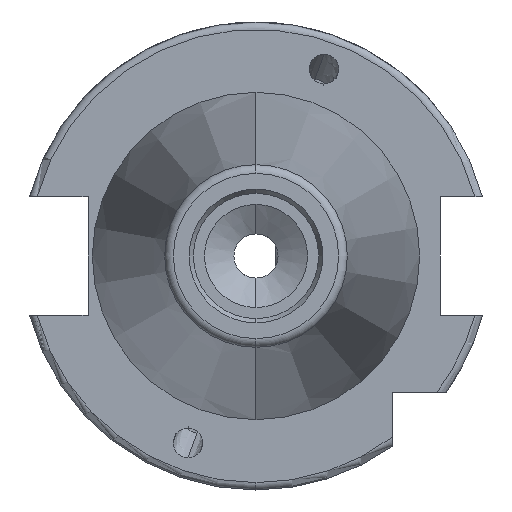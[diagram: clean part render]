
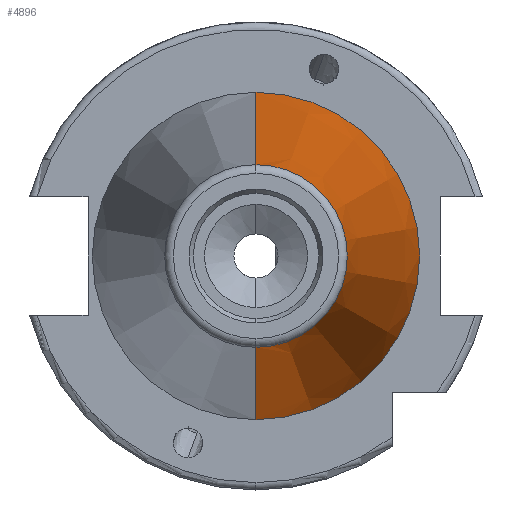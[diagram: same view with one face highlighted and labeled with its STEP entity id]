
A CAD part, left-side view. The second image highlights one B-rep face of the part: STEP entity #4896.
In plain terms, the highlighted conical face has half-angle 8.297 degrees and reference radius 22.225 mm.
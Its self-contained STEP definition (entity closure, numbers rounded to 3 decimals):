
#266 = DIRECTION ( 'NONE',  ( 0.99, 0., 0.144 ) ) ;
#267 = VECTOR ( 'NONE', #266, 1000. ) ;
#268 = CARTESIAN_POINT ( 'NONE',  ( 0., 0., 22.225 ) ) ;
#269 = LINE ( 'NONE', #268, #267 ) ;
#844 = ORIENTED_EDGE ( 'NONE', *, *, #869, .F. ) ;
#869 = EDGE_CURVE ( 'NONE', #4800, #4830, #269, .T. ) ;
#1100 = CARTESIAN_POINT ( 'NONE',  ( 0., 0., -22.225 ) ) ;
#3405 = DIRECTION ( 'NONE',  ( 0., 0., -1. ) ) ;
#3406 = DIRECTION ( 'NONE',  ( -1., 0., 0. ) ) ;
#3407 = CARTESIAN_POINT ( 'NONE',  ( 0., 0., 0. ) ) ;
#3408 = AXIS2_PLACEMENT_3D ( 'NONE', #3407, #3406, #3405 ) ;
#3409 = CIRCLE ( 'NONE', #3408, 22.225 ) ;
#3422 = CARTESIAN_POINT ( 'NONE',  ( -67.373, 0., -12.4 ) ) ;
#3429 = DIRECTION ( 'NONE',  ( 0., 0., -1. ) ) ;
#3430 = DIRECTION ( 'NONE',  ( -1., 0., 0. ) ) ;
#3431 = CARTESIAN_POINT ( 'NONE',  ( -67.373, 0., 0. ) ) ;
#3432 = AXIS2_PLACEMENT_3D ( 'NONE', #3431, #3430, #3429 ) ;
#3433 = CIRCLE ( 'NONE', #3432, 12.4 ) ;
#3450 = CARTESIAN_POINT ( 'NONE',  ( -67.373, 0., 12.4 ) ) ;
#3535 = CARTESIAN_POINT ( 'NONE',  ( 0., 0., 22.225 ) ) ;
#3545 = DIRECTION ( 'NONE',  ( 0.99, 0., -0.144 ) ) ;
#3546 = VECTOR ( 'NONE', #3545, 1000. ) ;
#3547 = CARTESIAN_POINT ( 'NONE',  ( 0., 0., -22.225 ) ) ;
#3548 = LINE ( 'NONE', #3547, #3546 ) ;
#3709 = DIRECTION ( 'NONE',  ( 0., 0., 1. ) ) ;
#3710 = DIRECTION ( 'NONE',  ( 1., 0., 0. ) ) ;
#3711 = CARTESIAN_POINT ( 'NONE',  ( 0., 0., 0. ) ) ;
#3712 = AXIS2_PLACEMENT_3D ( 'NONE', #3711, #3710, #3709 ) ;
#3713 = CONICAL_SURFACE ( 'NONE', #3712, 22.225, 0.145 ) ;
#3715 = FACE_OUTER_BOUND ( 'NONE', #4754, .T. ) ;
#4752 = VERTEX_POINT ( 'NONE', #3422 ) ;
#4754 = EDGE_LOOP ( 'NONE', ( #4786, #4829, #4994, #844 ) ) ;
#4766 = EDGE_CURVE ( 'NONE', #4955, #4830, #3409, .T. ) ;
#4781 = EDGE_CURVE ( 'NONE', #4752, #4800, #3433, .T. ) ;
#4786 = ORIENTED_EDGE ( 'NONE', *, *, #4781, .F. ) ;
#4800 = VERTEX_POINT ( 'NONE', #3450 ) ;
#4819 = EDGE_CURVE ( 'NONE', #4752, #4955, #3548, .T. ) ;
#4829 = ORIENTED_EDGE ( 'NONE', *, *, #4819, .T. ) ;
#4830 = VERTEX_POINT ( 'NONE', #3535 ) ;
#4896 = ADVANCED_FACE ( 'NONE', ( #3715 ), #3713, .T. ) ;
#4955 = VERTEX_POINT ( 'NONE', #1100 ) ;
#4994 = ORIENTED_EDGE ( 'NONE', *, *, #4766, .T. ) ;
